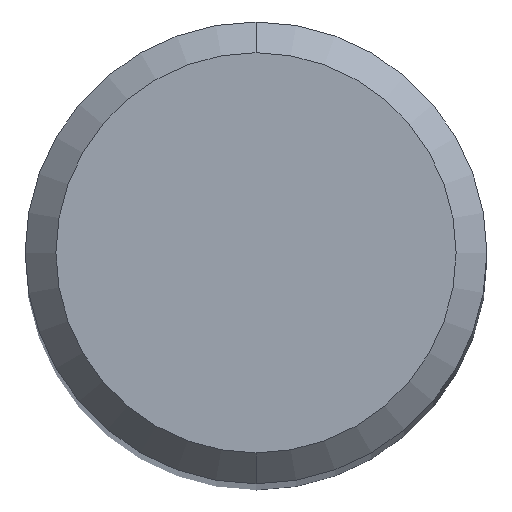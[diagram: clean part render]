
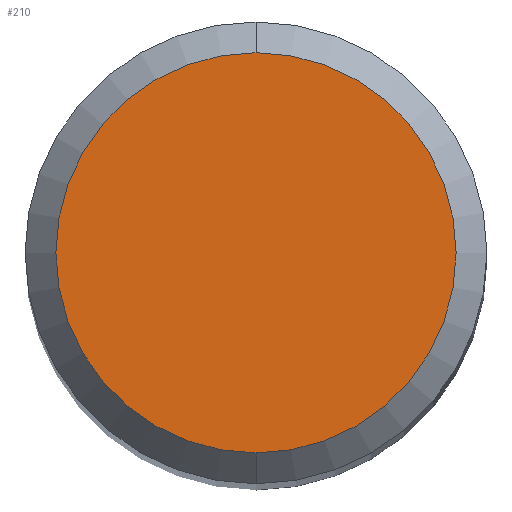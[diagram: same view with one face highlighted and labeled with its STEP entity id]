
A CAD part, top view. The second image highlights one B-rep face of the part: STEP entity #210.
In plain terms, the highlighted planar face has unit normal (0, 0, 1).
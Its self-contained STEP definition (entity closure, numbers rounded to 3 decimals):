
#132=VERTEX_POINT('',#284);
#136=EDGE_CURVE('',#152,#132,#288,.T.);
#152=VERTEX_POINT('',#306);
#168=EDGE_CURVE('',#132,#152,#324,.T.);
#210=ADVANCED_FACE('',(#371),#372,.T.);
#284=CARTESIAN_POINT('',(0.0,2.6,0.0));
#288=CIRCLE('',#458,2.6);
#306=CARTESIAN_POINT('',(0.,-2.6,0.0));
#324=CIRCLE('',#504,2.6);
#371=FACE_OUTER_BOUND('',#563,.T.);
#372=PLANE('',#564);
#458=AXIS2_PLACEMENT_3D('',#632,#633,#634);
#504=AXIS2_PLACEMENT_3D('',#681,#682,#683);
#563=EDGE_LOOP('',(#750,#751));
#564=AXIS2_PLACEMENT_3D('',#752,#753,#754);
#632=CARTESIAN_POINT('',(0.0,0.0,0.0));
#633=DIRECTION('',(0.0,0.0,-1.0));
#634=DIRECTION('',(0.0,1.0,0.0));
#681=CARTESIAN_POINT('',(0.0,0.0,0.0));
#682=DIRECTION('',(0.0,0.0,-1.0));
#683=DIRECTION('',(0.0,1.0,0.0));
#750=ORIENTED_EDGE('',*,*,#168,.F.);
#751=ORIENTED_EDGE('',*,*,#136,.F.);
#752=CARTESIAN_POINT('',(0.0,1.3,0.0));
#753=DIRECTION('',(-0.0,0.0,1.0));
#754=DIRECTION('',(0.0,-1.0,0.0));
